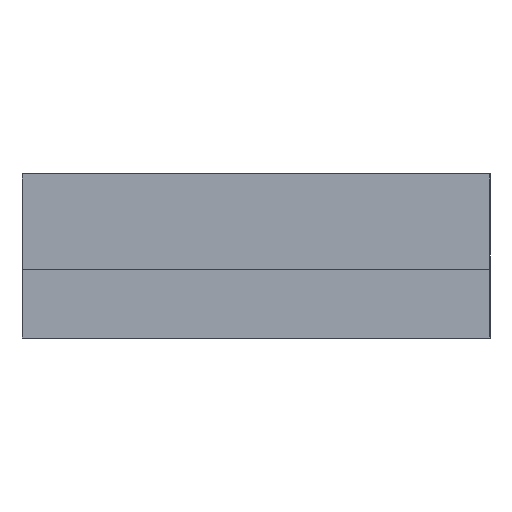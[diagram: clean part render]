
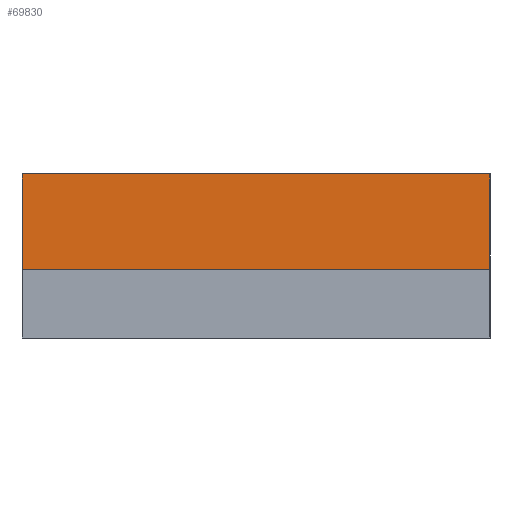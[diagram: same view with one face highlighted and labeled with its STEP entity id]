
A CAD part, left-side view. The second image highlights one B-rep face of the part: STEP entity #69830.
In plain terms, the highlighted planar face has unit normal (-1, 0, 0).
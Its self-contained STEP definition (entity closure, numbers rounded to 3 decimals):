
#820=CARTESIAN_POINT('',(-15.42,11.57,0.16));
#830=VERTEX_POINT('',#820);
#980=CARTESIAN_POINT('',(-15.42,-11.57,0.16));
#990=VERTEX_POINT('',#980);
#1020=CARTESIAN_POINT('',(-15.42,0.,0.16));
#1030=DIRECTION('',(0.,-1.,0.));
#1040=VECTOR('',#1030,1.);
#1050=LINE('',#1020,#1040);
#1060=EDGE_CURVE('',#830,#990,#1050,.T.);
#69020=CARTESIAN_POINT('',(-15.42,-11.57,-4.55));
#69030=VERTEX_POINT('',#69020);
#69060=CARTESIAN_POINT('',(-15.42,-11.57,0.));
#69070=DIRECTION('',(0.,0.,1.));
#69080=VECTOR('',#69070,1.);
#69090=LINE('',#69060,#69080);
#69100=EDGE_CURVE('',#69030,#990,#69090,.T.);
#69470=CARTESIAN_POINT('',(-15.42,11.57,0.));
#69480=DIRECTION('',(0.,0.,-1.));
#69490=VECTOR('',#69480,1.);
#69500=LINE('',#69470,#69490);
#69510=CARTESIAN_POINT('',(-15.42,11.57,-4.55));
#69520=VERTEX_POINT('',#69510);
#69530=EDGE_CURVE('',#830,#69520,#69500,.T.);
#69670=CARTESIAN_POINT('',(-15.42,11.57,0.));
#69680=DIRECTION('',(-1.,0.,0.));
#69690=DIRECTION('',(0.,1.,0.));
#69700=AXIS2_PLACEMENT_3D('',#69670,#69680,#69690);
#69710=PLANE('',#69700);
#69720=ORIENTED_EDGE('',*,*,#69100,.T.);
#69730=CARTESIAN_POINT('',(-15.42,0.,-4.55));
#69740=DIRECTION('',(0.,1.,0.));
#69750=VECTOR('',#69740,1.);
#69760=LINE('',#69730,#69750);
#69770=EDGE_CURVE('',#69030,#69520,#69760,.T.);
#69780=ORIENTED_EDGE('',*,*,#69770,.F.);
#69790=ORIENTED_EDGE('',*,*,#69530,.T.);
#69800=ORIENTED_EDGE('',*,*,#1060,.F.);
#69810=EDGE_LOOP('',(#69800,#69790,#69780,#69720));
#69820=FACE_OUTER_BOUND('',#69810,.T.);
#69830=ADVANCED_FACE('',(#69820),#69710,.T.);
